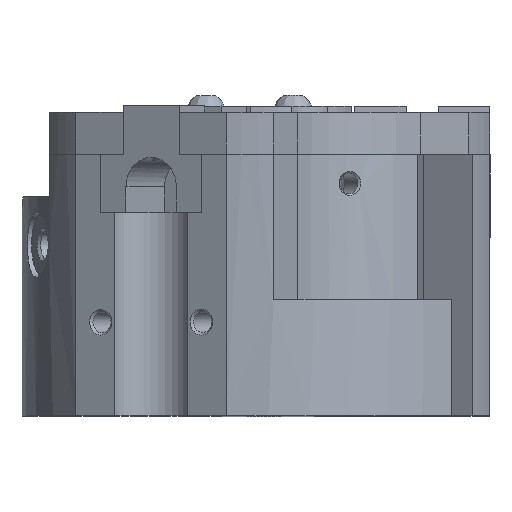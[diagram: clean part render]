
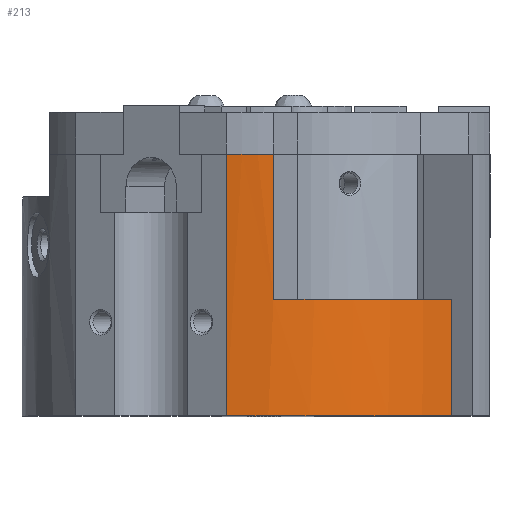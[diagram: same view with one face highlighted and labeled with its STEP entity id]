
A CAD part, top view. The second image highlights one B-rep face of the part: STEP entity #213.
In plain terms, the highlighted cylindrical face has radius 37.5 mm (diameter 75 mm), a partial arc.
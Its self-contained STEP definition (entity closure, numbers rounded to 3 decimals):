
#213 = ADVANCED_FACE( '', ( #519 ), #520, .T. );
#519 = FACE_OUTER_BOUND( '', #1191, .T. );
#520 = CYLINDRICAL_SURFACE( '', #1192, 37.5 );
#1191 = EDGE_LOOP( '', ( #2107, #2108, #2109, #2110, #2111, #2112 ) );
#1192 = AXIS2_PLACEMENT_3D( '', #2113, #2114, #2115 );
#2107 = ORIENTED_EDGE( '', *, *, #4097, .F. );
#2108 = ORIENTED_EDGE( '', *, *, #4098, .F. );
#2109 = ORIENTED_EDGE( '', *, *, #4099, .F. );
#2110 = ORIENTED_EDGE( '', *, *, #4100, .F. );
#2111 = ORIENTED_EDGE( '', *, *, #4101, .T. );
#2112 = ORIENTED_EDGE( '', *, *, #3993, .T. );
#2113 = CARTESIAN_POINT( '', ( 0., 47., 0. ) );
#2114 = DIRECTION( '', ( 0., 1., 0. ) );
#2115 = DIRECTION( '', ( 0., 0., -1. ) );
#3993 = EDGE_CURVE( '', #4632, #4630, #4633, .T. );
#4097 = EDGE_CURVE( '', #4825, #4630, #4826, .T. );
#4098 = EDGE_CURVE( '', #4827, #4825, #4828, .T. );
#4099 = EDGE_CURVE( '', #4829, #4827, #4830, .T. );
#4100 = EDGE_CURVE( '', #4831, #4829, #4832, .T. );
#4101 = EDGE_CURVE( '', #4831, #4632, #4833, .T. );
#4630 = VERTEX_POINT( '', #5694 );
#4632 = VERTEX_POINT( '', #5697 );
#4633 = CIRCLE( '', #5698, 37.5 );
#4825 = VERTEX_POINT( '', #5957 );
#4826 = LINE( '', #5958, #5959 );
#4827 = VERTEX_POINT( '', #5960 );
#4828 = CIRCLE( '', #5961, 37.5 );
#4829 = VERTEX_POINT( '', #5962 );
#4830 = LINE( '', #5963, #5964 );
#4831 = VERTEX_POINT( '', #5965 );
#4832 = CIRCLE( '', #5966, 37.5 );
#4833 = LINE( '', #5967, #5968 );
#5694 = CARTESIAN_POINT( '', ( 37.017, 0., 5.999 ) );
#5697 = CARTESIAN_POINT( '', ( 13.463, 0., 35. ) );
#5698 = AXIS2_PLACEMENT_3D( '', #7858, #7859, #7860 );
#5957 = CARTESIAN_POINT( '', ( 37.017, 18., 5.999 ) );
#5958 = CARTESIAN_POINT( '', ( 37.017, 47., 5.999 ) );
#5959 = VECTOR( '', #8036, 1000. );
#5960 = CARTESIAN_POINT( '', ( 20., 18., 31.721 ) );
#5961 = AXIS2_PLACEMENT_3D( '', #8037, #8038, #8039 );
#5962 = CARTESIAN_POINT( '', ( 20., 40.48, 31.721 ) );
#5963 = CARTESIAN_POINT( '', ( 20., 47., 31.721 ) );
#5964 = VECTOR( '', #8040, 1000. );
#5965 = CARTESIAN_POINT( '', ( 13.463, 40.48, 35. ) );
#5966 = AXIS2_PLACEMENT_3D( '', #8041, #8042, #8043 );
#5967 = CARTESIAN_POINT( '', ( 13.463, 47., 35. ) );
#5968 = VECTOR( '', #8044, 1000. );
#7858 = CARTESIAN_POINT( '', ( 0., 0., 0. ) );
#7859 = DIRECTION( '', ( 0., 1., 0. ) );
#7860 = DIRECTION( '', ( 1., 0., 0. ) );
#8036 = DIRECTION( '', ( 0., -1., 0. ) );
#8037 = CARTESIAN_POINT( '', ( 0., 18., 0. ) );
#8038 = DIRECTION( '', ( 0., 1., 0. ) );
#8039 = DIRECTION( '', ( 0., 0., 1. ) );
#8040 = DIRECTION( '', ( 0., -1., 0. ) );
#8041 = CARTESIAN_POINT( '', ( 0., 40.48, 0. ) );
#8042 = DIRECTION( '', ( 0., 1., 0. ) );
#8043 = DIRECTION( '', ( 0., 0., 1. ) );
#8044 = DIRECTION( '', ( 0., -1., 0. ) );
